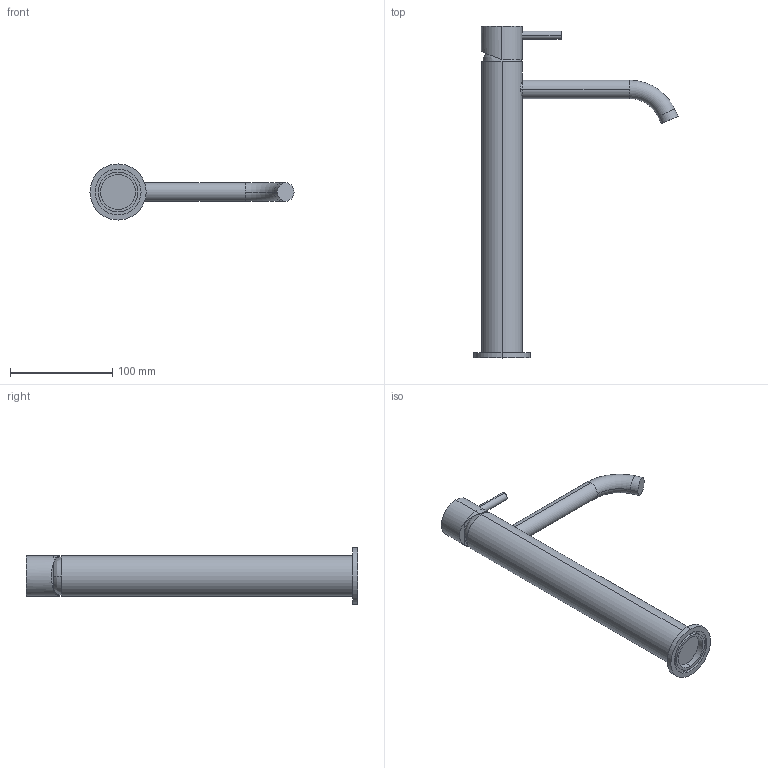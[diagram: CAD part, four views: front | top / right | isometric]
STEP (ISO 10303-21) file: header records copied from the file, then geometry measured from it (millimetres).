
FILE_DESCRIPTION (( 'STEP AP203' ), '1' );
FILE_NAME ('15030al.STEP', '2020-06-25T15:11:25', ( 'EFFEPI3' ), ( '' ), 'SwSTEP 2.0', 'SolidWorks 2018', '' );
FILE_SCHEMA (( 'CONFIG_CONTROL_DESIGN' ));
Length unit declared in the file: millimetre
Products named in the file (6): bocca lavabo lunga minimalista; corpo minimalista prolungato; base minimalista; leva minimalista; 15030al; cappuccio minimalista
Assembly tree (5 placements, depth 2):
  15030al
    corpo minimalista prolungato
    bocca lavabo lunga minimalista
    base minimalista
    cappuccio minimalista
    leva minimalista
Bounding box: 199.86 x 325 x 55 mm (x, y, z)
Volume: 447234.4 mm3; surface area: 63865.8 mm2
Topology: 5 solids, 5 shells, 56 faces, 106 edges, 68 vertices
Faces by surface type: cylinder 32, plane 20, torus 2, bspline 2
Entity records: 2231 total; most frequent: CARTESIAN_POINT 434, DIRECTION 284, ORIENTED_EDGE 212, AXIS2_PLACEMENT_3D 126, EDGE_CURVE 106, VERTEX_POINT 68, EDGE_LOOP 66, CIRCLE 64
